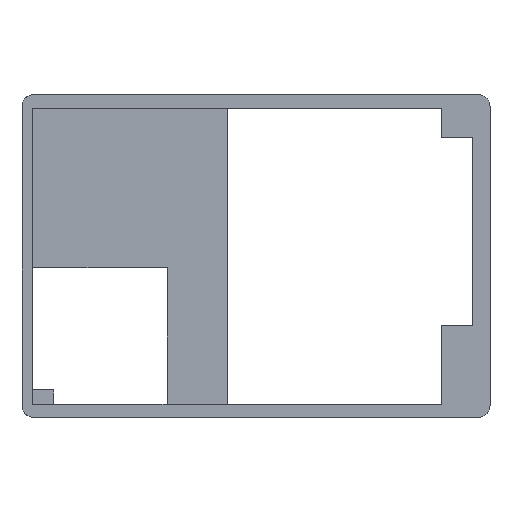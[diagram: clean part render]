
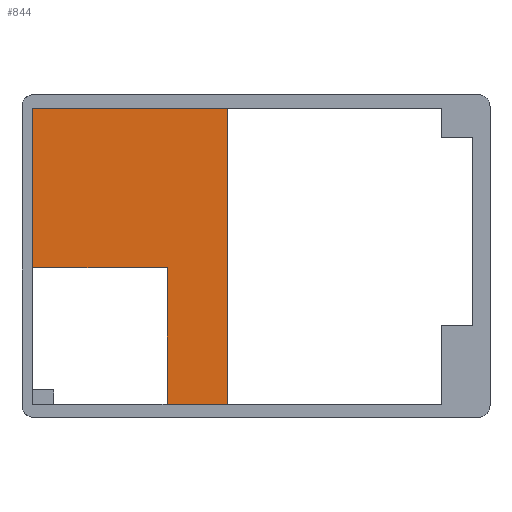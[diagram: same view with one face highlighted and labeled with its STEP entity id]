
A CAD part, top view. The second image highlights one B-rep face of the part: STEP entity #844.
In plain terms, the highlighted planar face has unit normal (0, 0, 1).
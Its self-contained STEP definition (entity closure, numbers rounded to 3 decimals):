
#67=LINE('',#1307,#165);
#90=LINE('',#1358,#188);
#97=LINE('',#1372,#195);
#98=LINE('',#1374,#196);
#99=LINE('',#1376,#197);
#100=LINE('',#1377,#198);
#165=VECTOR('',#1057,10.);
#188=VECTOR('',#1094,10.);
#195=VECTOR('',#1113,10.);
#196=VECTOR('',#1116,10.);
#197=VECTOR('',#1117,10.);
#198=VECTOR('',#1118,10.);
#250=FACE_OUTER_BOUND('',#296,.T.);
#296=EDGE_LOOP('',(#695,#696,#697,#698,#699,#700));
#389=VERTEX_POINT('',#1304);
#390=VERTEX_POINT('',#1306);
#409=VERTEX_POINT('',#1350);
#411=VERTEX_POINT('',#1356);
#412=VERTEX_POINT('',#1370);
#413=VERTEX_POINT('',#1375);
#484=EDGE_CURVE('',#390,#389,#67,.T.);
#511=EDGE_CURVE('',#409,#411,#90,.T.);
#518=EDGE_CURVE('',#412,#390,#97,.T.);
#519=EDGE_CURVE('',#411,#412,#98,.T.);
#520=EDGE_CURVE('',#389,#413,#99,.T.);
#521=EDGE_CURVE('',#413,#409,#100,.T.);
#695=ORIENTED_EDGE('',*,*,#511,.T.);
#696=ORIENTED_EDGE('',*,*,#519,.T.);
#697=ORIENTED_EDGE('',*,*,#518,.T.);
#698=ORIENTED_EDGE('',*,*,#484,.T.);
#699=ORIENTED_EDGE('',*,*,#520,.T.);
#700=ORIENTED_EDGE('',*,*,#521,.T.);
#805=PLANE('',#913);
#844=ADVANCED_FACE('',(#250),#805,.T.);
#913=AXIS2_PLACEMENT_3D('',#1373,#1114,#1115);
#1057=DIRECTION('',(0.,-1.,0.));
#1094=DIRECTION('',(1.,0.,0.));
#1113=DIRECTION('',(-1.,0.,0.));
#1114=DIRECTION('center_axis',(0.,0.,1.));
#1115=DIRECTION('ref_axis',(1.,0.,0.));
#1116=DIRECTION('',(0.,1.,0.));
#1117=DIRECTION('',(1.,0.,0.));
#1118=DIRECTION('',(0.,-1.,0.));
#1304=CARTESIAN_POINT('',(9.55,-24.8,2.9));
#1306=CARTESIAN_POINT('',(9.55,-6.2,2.9));
#1307=CARTESIAN_POINT('',(9.55,-32.125,2.9));
#1350=CARTESIAN_POINT('',(25.3,-40.8,2.9));
#1356=CARTESIAN_POINT('',(32.3,-40.8,2.9));
#1358=CARTESIAN_POINT('',(46.5,-40.8,2.9));
#1370=CARTESIAN_POINT('',(32.3,-6.2,2.9));
#1372=CARTESIAN_POINT('',(22.6,-6.2,2.9));
#1373=CARTESIAN_POINT('Origin',(35.65,-23.45,2.9));
#1374=CARTESIAN_POINT('',(32.3,-4.6,2.9));
#1375=CARTESIAN_POINT('',(25.3,-24.8,2.9));
#1376=CARTESIAN_POINT('',(8.3,-24.8,2.9));
#1377=CARTESIAN_POINT('',(25.3,-24.8,2.9));
